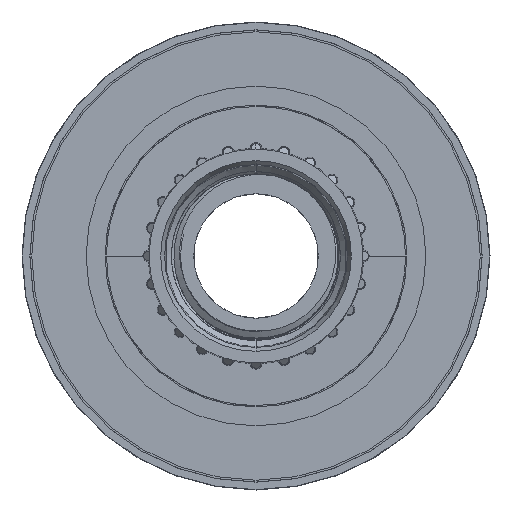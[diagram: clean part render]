
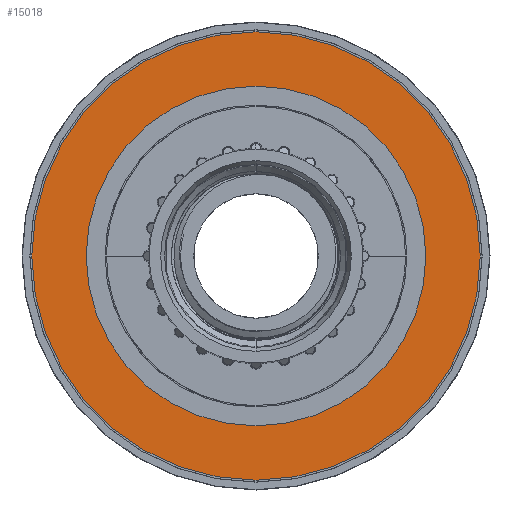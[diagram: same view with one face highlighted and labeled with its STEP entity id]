
A CAD part, front view. The second image highlights one B-rep face of the part: STEP entity #15018.
In plain terms, the highlighted planar face has unit normal (0, -1, 0).
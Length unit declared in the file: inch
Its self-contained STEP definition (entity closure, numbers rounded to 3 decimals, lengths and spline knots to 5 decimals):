
#41 = DIRECTION ( 'NONE',  ( 0., 1., 0. ) ) ;
#409 = CARTESIAN_POINT ( 'NONE',  ( 0., -0.03937, 0. ) ) ;
#1255 = EDGE_LOOP ( 'NONE', ( #15484, #21503 ) ) ;
#1701 = DIRECTION ( 'NONE',  ( 0., 0., -1. ) ) ;
#2689 = AXIS2_PLACEMENT_3D ( 'NONE', #15364, #41, #16592 ) ;
#4140 = AXIS2_PLACEMENT_3D ( 'NONE', #17205, #15088, #22127 ) ;
#5534 = CARTESIAN_POINT ( 'NONE',  ( 0., -0.03937, -1.16929 ) ) ;
#5549 = DIRECTION ( 'NONE',  ( 0., -1., 0. ) ) ;
#6712 = EDGE_CURVE ( 'NONE', #21958, #14657, #7704, .T. ) ;
#6961 = AXIS2_PLACEMENT_3D ( 'NONE', #11811, #18620, #11582 ) ;
#7076 = EDGE_CURVE ( 'NONE', #16322, #11747, #13811, .T. ) ;
#7447 = FACE_OUTER_BOUND ( 'NONE', #10449, .T. ) ;
#7704 = CIRCLE ( 'NONE', #2689, 1.16929 ) ;
#8924 = AXIS2_PLACEMENT_3D ( 'NONE', #409, #5549, #12377 ) ;
#9971 = CARTESIAN_POINT ( 'NONE',  ( 0., -0.03937, 0. ) ) ;
#10155 = CARTESIAN_POINT ( 'NONE',  ( 0., -0.03937, 1.16929 ) ) ;
#10449 = EDGE_LOOP ( 'NONE', ( #13085, #17484 ) ) ;
#11582 = DIRECTION ( 'NONE',  ( 0., 0., -1. ) ) ;
#11747 = VERTEX_POINT ( 'NONE', #13173 ) ;
#11811 = CARTESIAN_POINT ( 'NONE',  ( 0., -0.03937, 0. ) ) ;
#12372 = EDGE_CURVE ( 'NONE', #11747, #16322, #17149, .T. ) ;
#12377 = DIRECTION ( 'NONE',  ( 0., 0., -1. ) ) ;
#13085 = ORIENTED_EDGE ( 'NONE', *, *, #6712, .F. ) ;
#13173 = CARTESIAN_POINT ( 'NONE',  ( 0., -0.03937, 0.88583 ) ) ;
#13583 = AXIS2_PLACEMENT_3D ( 'NONE', #9971, #18681, #1701 ) ;
#13811 = CIRCLE ( 'NONE', #4140, 0.88583 ) ;
#14657 = VERTEX_POINT ( 'NONE', #10155 ) ;
#15018 = ADVANCED_FACE ( 'NONE', ( #16054, #7447 ), #17826, .T. ) ;
#15088 = DIRECTION ( 'NONE',  ( 0., 1., 0. ) ) ;
#15364 = CARTESIAN_POINT ( 'NONE',  ( 0., -0.03937, 0. ) ) ;
#15484 = ORIENTED_EDGE ( 'NONE', *, *, #7076, .T. ) ;
#16054 = FACE_BOUND ( 'NONE', #1255, .T. ) ;
#16322 = VERTEX_POINT ( 'NONE', #20364 ) ;
#16592 = DIRECTION ( 'NONE',  ( 0., 0., -1. ) ) ;
#16604 = CIRCLE ( 'NONE', #6961, 1.16929 ) ;
#17149 = CIRCLE ( 'NONE', #13583, 0.88583 ) ;
#17205 = CARTESIAN_POINT ( 'NONE',  ( 0., -0.03937, 0. ) ) ;
#17484 = ORIENTED_EDGE ( 'NONE', *, *, #20351, .F. ) ;
#17826 = PLANE ( 'NONE',  #8924 ) ;
#18620 = DIRECTION ( 'NONE',  ( 0., 1., 0. ) ) ;
#18681 = DIRECTION ( 'NONE',  ( 0., 1., 0. ) ) ;
#20351 = EDGE_CURVE ( 'NONE', #14657, #21958, #16604, .T. ) ;
#20364 = CARTESIAN_POINT ( 'NONE',  ( 0., -0.03937, -0.88583 ) ) ;
#21503 = ORIENTED_EDGE ( 'NONE', *, *, #12372, .T. ) ;
#21958 = VERTEX_POINT ( 'NONE', #5534 ) ;
#22127 = DIRECTION ( 'NONE',  ( 0., 0., -1. ) ) ;
